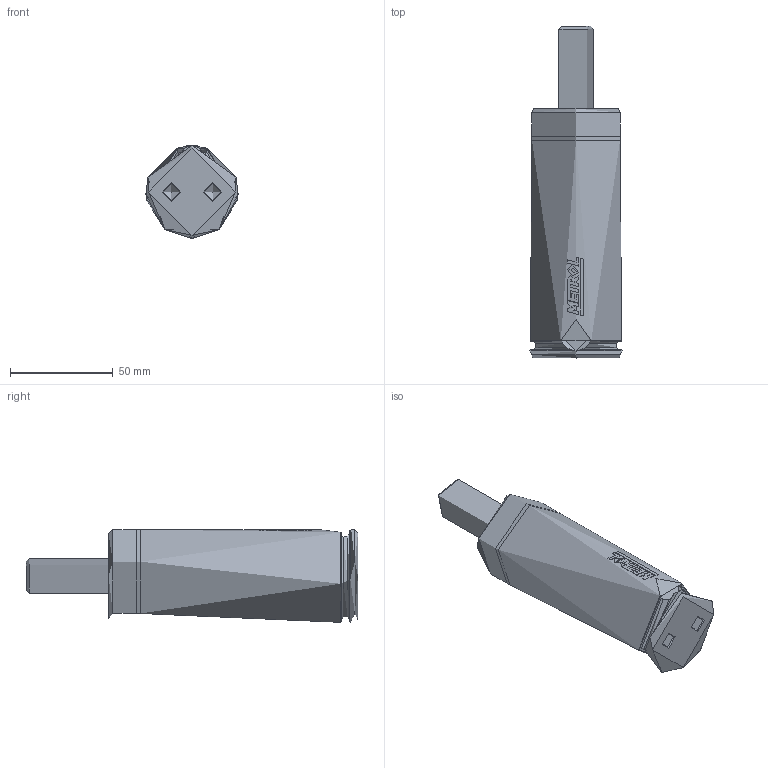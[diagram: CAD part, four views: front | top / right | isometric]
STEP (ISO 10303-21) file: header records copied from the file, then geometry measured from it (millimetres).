
FILE_DESCRIPTION (( 'STEP AP214' ), '1' );
FILE_NAME ('ISNG0500-38.1.step', '2019-03-15T15:38:28', ( '' ), ( '' ), 'SwSTEP 2.0', 'SolidWorks 2014', '' );
FILE_SCHEMA (( 'AUTOMOTIVE_DESIGN' ));
Length unit declared in the file: millimetre
Products named in the file (3): ISNG-0500 Piston_ISNG-0500-38.1; ISNG-0500 Body_ISNG-0500-38.1; ISNG0500-38.1
Assembly tree (2 placements, depth 2):
  ISNG0500-38.1
    ISNG-0500 Body_ISNG-0500-38.1
    ISNG-0500 Piston_ISNG-0500-38.1
Bounding box: 44.91 x 161.2 x 45.02 mm (x, y, z)
Volume: 172443 mm3; surface area: 34948.1 mm2
Topology: 7 solids, 7 shells, 122 faces, 281 edges, 182 vertices
Faces by surface type: bspline 42, plane 35, cylinder 28, cone 9, torus 8
Full cylindrical faces by diameter (mm): 8 x3, 15 x1, 20 x2, 21.9 x1, 22 x1, 30 x2, 31 x1, 31.1 x1, 33.9 x1, 34 x1, 45 x3
Entity records: 6150 total; most frequent: CARTESIAN_POINT 2907, ORIENTED_EDGE 490, DIRECTION 352, EDGE_CURVE 245, VERTEX_POINT 176, EDGE_LOOP 165, FACE_OUTER_BOUND 145, AXIS2_PLACEMENT_3D 133
